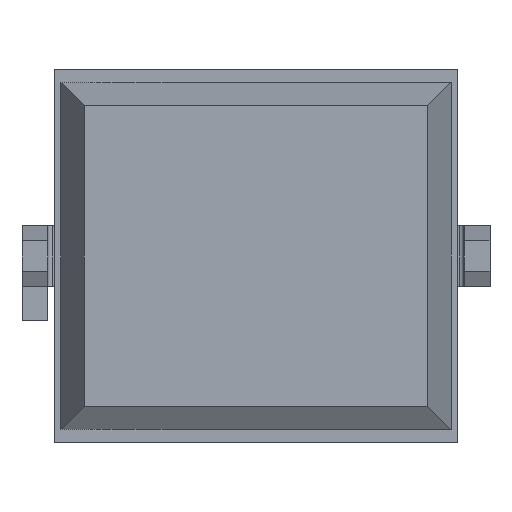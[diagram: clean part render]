
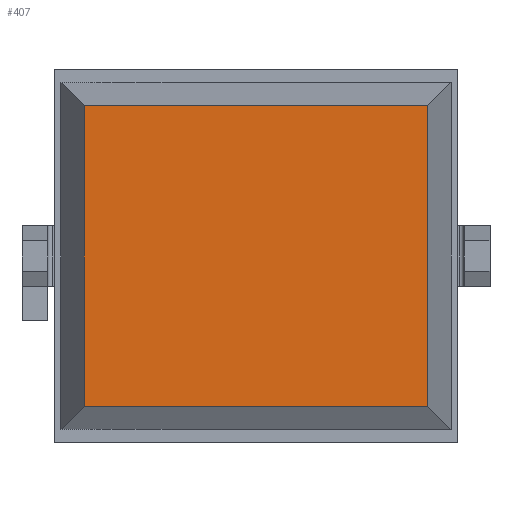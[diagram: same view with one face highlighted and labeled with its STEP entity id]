
A CAD part, front view. The second image highlights one B-rep face of the part: STEP entity #407.
In plain terms, the highlighted planar face has unit normal (0, -1, 0).
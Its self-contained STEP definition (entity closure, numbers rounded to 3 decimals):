
#20 = DIRECTION ( 'NONE',  ( 0., 0., -1. ) ) ;
#79 = ORIENTED_EDGE ( 'NONE', *, *, #228, .T. ) ;
#83 = VECTOR ( 'NONE', #20, 1000. ) ;
#86 = EDGE_CURVE ( 'NONE', #697, #765, #1015, .T. ) ;
#145 = VECTOR ( 'NONE', #650, 1000. ) ;
#158 = VERTEX_POINT ( 'NONE', #457 ) ;
#177 = EDGE_LOOP ( 'NONE', ( #682, #286, #489, #79 ) ) ;
#200 = CARTESIAN_POINT ( 'NONE',  ( -1.982, 0., 1.732 ) ) ;
#227 = CARTESIAN_POINT ( 'NONE',  ( -2.25, 0., -1.732 ) ) ;
#228 = EDGE_CURVE ( 'NONE', #765, #1257, #819, .T. ) ;
#254 = FACE_OUTER_BOUND ( 'NONE', #177, .T. ) ;
#255 = DIRECTION ( 'NONE',  ( 0., 0., -1. ) ) ;
#259 = CARTESIAN_POINT ( 'NONE',  ( 0., 0., 0. ) ) ;
#286 = ORIENTED_EDGE ( 'NONE', *, *, #874, .T. ) ;
#378 = CARTESIAN_POINT ( 'NONE',  ( 1.982, 0., -2. ) ) ;
#407 = ADVANCED_FACE ( 'NONE', ( #254 ), #1196, .T. ) ;
#449 = VECTOR ( 'NONE', #462, 1000. ) ;
#453 = LINE ( 'NONE', #378, #1100 ) ;
#457 = CARTESIAN_POINT ( 'NONE',  ( 1.982, 0., 1.732 ) ) ;
#462 = DIRECTION ( 'NONE',  ( -1., 0., 0. ) ) ;
#477 = DIRECTION ( 'NONE',  ( 0., 0., 1. ) ) ;
#489 = ORIENTED_EDGE ( 'NONE', *, *, #86, .T. ) ;
#490 = CARTESIAN_POINT ( 'NONE',  ( 1.982, 0., -1.732 ) ) ;
#533 = CARTESIAN_POINT ( 'NONE',  ( -1.982, 0., 2. ) ) ;
#644 = CARTESIAN_POINT ( 'NONE',  ( -1.982, 0., -1.732 ) ) ;
#650 = DIRECTION ( 'NONE',  ( 1., 0., 0. ) ) ;
#682 = ORIENTED_EDGE ( 'NONE', *, *, #1249, .T. ) ;
#697 = VERTEX_POINT ( 'NONE', #200 ) ;
#765 = VERTEX_POINT ( 'NONE', #644 ) ;
#819 = LINE ( 'NONE', #227, #145 ) ;
#874 = EDGE_CURVE ( 'NONE', #158, #697, #880, .T. ) ;
#880 = LINE ( 'NONE', #1274, #449 ) ;
#908 = AXIS2_PLACEMENT_3D ( 'NONE', #259, #967, #255 ) ;
#967 = DIRECTION ( 'NONE',  ( 0., -1., 0. ) ) ;
#1015 = LINE ( 'NONE', #533, #83 ) ;
#1100 = VECTOR ( 'NONE', #477, 1000. ) ;
#1196 = PLANE ( 'NONE',  #908 ) ;
#1249 = EDGE_CURVE ( 'NONE', #1257, #158, #453, .T. ) ;
#1257 = VERTEX_POINT ( 'NONE', #490 ) ;
#1274 = CARTESIAN_POINT ( 'NONE',  ( 2.25, 0., 1.732 ) ) ;
